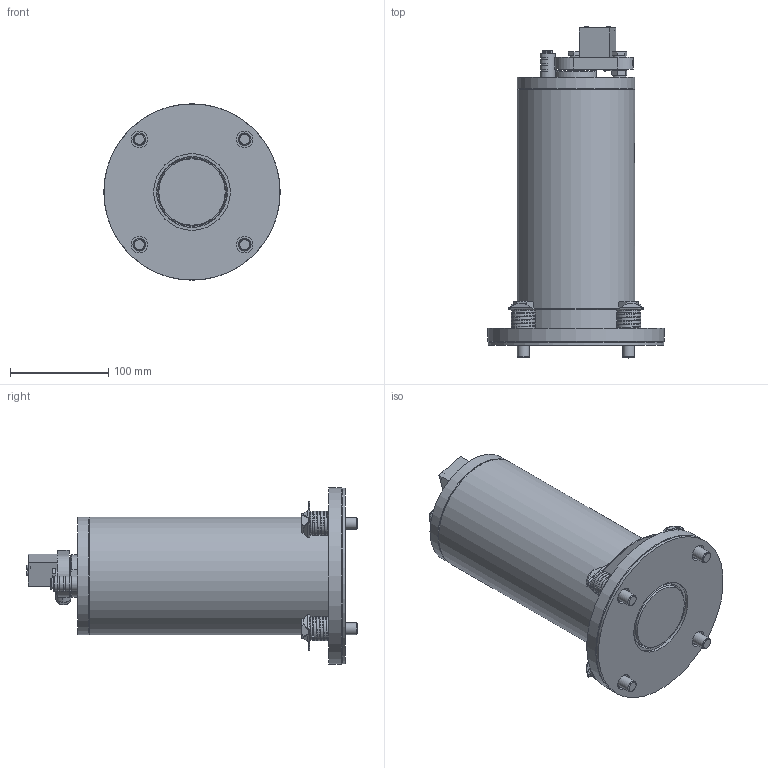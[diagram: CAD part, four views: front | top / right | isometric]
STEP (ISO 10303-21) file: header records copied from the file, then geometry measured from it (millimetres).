
FILE_DESCRIPTION (( 'STEP AP214' ), '1' );
FILE_NAME ('PKL 2100+ST.STEP', '2015-04-07T12:59:27', ( 'Netter' ), ( 'Microsoft' ), 'SwSTEP 2.0', 'SolidWorks 2015', '' );
FILE_SCHEMA (( 'AUTOMOTIVE_DESIGN' ));
Length unit declared in the file: millimetre
Products named in the file (1): PKL 2100+ST
Bounding box: 180 x 338.5 x 180 mm (x, y, z)
Volume: 3655250.9 mm3; surface area: 340988.3 mm2
Topology: 23 solids, 23 shells, 881 faces, 2083 edges, 1310 vertices
Faces by surface type: plane 337, cylinder 237, bspline 181, cone 103, torus 17, sphere 6
Full cylindrical faces by diameter (mm): 3.3 x2, 3.5 x5, 4 x8, 4.2 x4, 4.5 x2, 5 x4, 8 x2, 8.566 x4, 8.94 x2, 9.6 x4, 9.73 x3, 10 x2, 10.5 x1, 11.445 x2, 12 x4, 12.5 x4, 13 x8, 15.5 x1, 17 x4, 24 x4, 34.4 x1, 34.5 x1, 36 x2, 69 x1, 70 x1, 72 x1, 78 x1, 105.2 x1, 110 x4, 120 x2
Entity records: 49019 total; most frequent: CARTESIAN_POINT 30957, ORIENTED_EDGE 3752, DIRECTION 3065, EDGE_CURVE 1876, AXIS2_PLACEMENT_3D 1254, VERTEX_POINT 1250, EDGE_LOOP 1152, FACE_OUTER_BOUND 980
